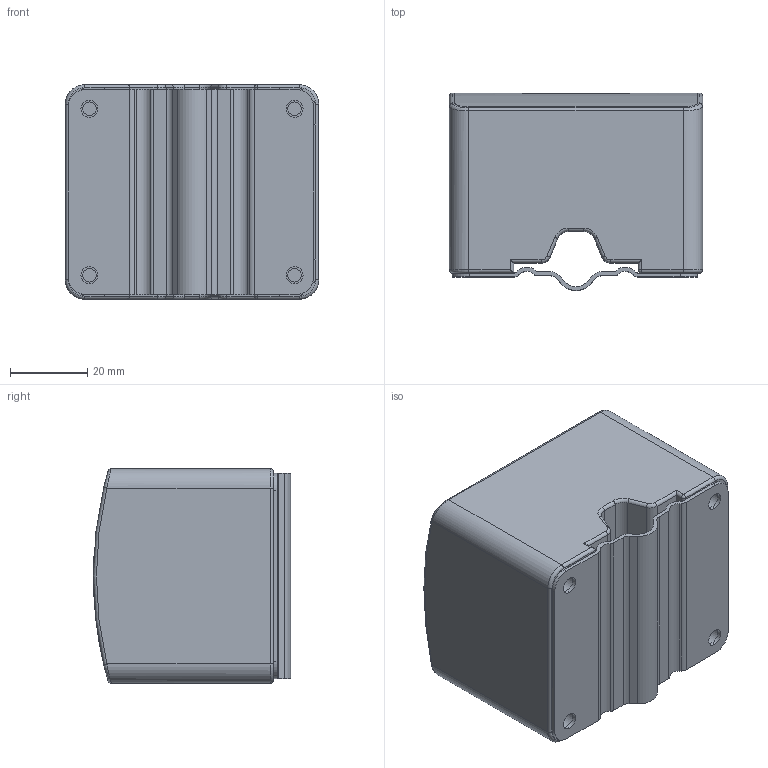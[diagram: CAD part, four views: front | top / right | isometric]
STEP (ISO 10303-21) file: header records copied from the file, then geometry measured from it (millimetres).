
FILE_DESCRIPTION (( 'STEP AP203' ), '1' );
FILE_NAME ('alp-meter.ÃÌ Ñ÷åò÷èê óäàðîâ ìîëíèè EKF.STEP', '2025-01-22T08:41:40', ( '' ), ( '' ), 'SwSTEP 2.0', 'SolidWorks 2021', '' );
FILE_SCHEMA (( 'CONFIG_CONTROL_DESIGN' ));
Length unit declared in the file: millimetre
Products named in the file (1): alp-meter.ÃÌ Ñ÷åò÷èê óäàðîâ ìîëíèè EKF
Bounding box: 65.4 x 50.98 x 55.4 mm (x, y, z)
Volume: 154541 mm3; surface area: 37444.7 mm2
Topology: 9 solids, 9 shells, 337 faces, 843 edges, 538 vertices
Faces by surface type: plane 160, cylinder 135, bspline 26, torus 14, sphere 2
Entity records: 11156 total; most frequent: CARTESIAN_POINT 3017, ORIENTED_EDGE 1682, DIRECTION 1673, EDGE_CURVE 841, AXIS2_PLACEMENT_3D 600, VERTEX_POINT 538, LINE 473, VECTOR 473
